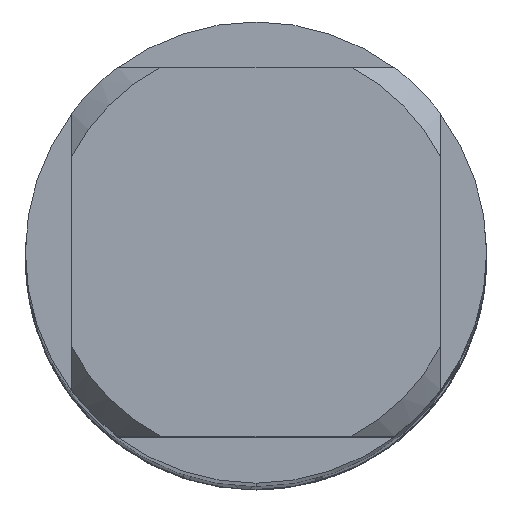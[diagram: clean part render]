
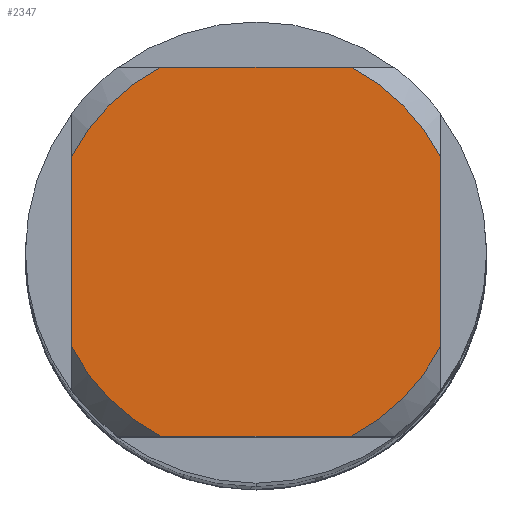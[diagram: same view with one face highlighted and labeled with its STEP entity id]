
A CAD part, top view. The second image highlights one B-rep face of the part: STEP entity #2347.
In plain terms, the highlighted planar face has unit normal (0, 0, 1).
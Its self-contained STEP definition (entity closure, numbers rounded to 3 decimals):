
#1283=VERTEX_POINT('',#3627);
#1399=VERTEX_POINT('',#3752);
#1635=EDGE_CURVE('',#3451,#1399,#4012,.T.);
#1705=EDGE_CURVE('',#2159,#3427,#4090,.T.);
#1819=EDGE_CURVE('',#2805,#2155,#4214,.T.);
#2155=VERTEX_POINT('',#4584);
#2159=VERTEX_POINT('',#4588);
#2347=ADVANCED_FACE('',(#4788),#4789,.T.);
#2383=EDGE_CURVE('',#2805,#3427,#4830,.T.);
#2545=VERTEX_POINT('',#5009);
#2805=VERTEX_POINT('',#5292);
#3083=EDGE_CURVE('',#1283,#2545,#5593,.T.);
#3185=EDGE_CURVE('',#2159,#1399,#5704,.T.);
#3243=EDGE_CURVE('',#1283,#2155,#5768,.T.);
#3327=EDGE_CURVE('',#3451,#2545,#5861,.T.);
#3427=VERTEX_POINT('',#5971);
#3451=VERTEX_POINT('',#5995);
#3627=CARTESIAN_POINT('',(2.062,4.0,0.0));
#3752=CARTESIAN_POINT('',(-4.0,-2.062,0.0));
#4012=LINE('',#7735,#7736);
#4090=LINE('',#8101,#8102);
#4214=LINE('',#8399,#8400);
#4584=CARTESIAN_POINT('',(4.0,2.062,0.0));
#4588=CARTESIAN_POINT('',(-2.062,-4.0,0.0));
#4788=FACE_OUTER_BOUND('',#9847,.T.);
#4789=PLANE('',#9848);
#4830=CIRCLE('',#9931,4.5);
#5009=CARTESIAN_POINT('',(-2.062,4.0,0.0));
#5292=CARTESIAN_POINT('',(4.0,-2.062,0.0));
#5593=LINE('',#12455,#12456);
#5704=CIRCLE('',#12718,4.5);
#5768=CIRCLE('',#12801,4.5);
#5861=CIRCLE('',#12980,4.5);
#5971=CARTESIAN_POINT('',(2.062,-4.0,0.0));
#5995=CARTESIAN_POINT('',(-4.0,2.062,0.0));
#7735=CARTESIAN_POINT('',(-4.0,1.125,0.0));
#7736=VECTOR('',#13901,1.0);
#8101=CARTESIAN_POINT('',(0.0,-4.0,0.0));
#8102=VECTOR('',#14002,1.0);
#8399=CARTESIAN_POINT('',(4.0,1.125,0.0));
#8400=VECTOR('',#14147,1.0);
#9847=EDGE_LOOP('',(#14730,#14731,#14732,#14733,#14734,#14735,#14736,#14737));
#9848=AXIS2_PLACEMENT_3D('',#14738,#14739,#14740);
#9931=AXIS2_PLACEMENT_3D('',#14787,#14788,#14789);
#12455=CARTESIAN_POINT('',(0.0,4.0,0.0));
#12456=VECTOR('',#15662,1.0);
#12718=AXIS2_PLACEMENT_3D('',#15781,#15782,#15783);
#12801=AXIS2_PLACEMENT_3D('',#15855,#15856,#15857);
#12980=AXIS2_PLACEMENT_3D('',#15959,#15960,#15961);
#13901=DIRECTION('',(-0.0,-1.0,0.0));
#14002=DIRECTION('',(1.0,0.0,0.0));
#14147=DIRECTION('',(-0.0,1.0,0.0));
#14730=ORIENTED_EDGE('',*,*,#1635,.T.);
#14731=ORIENTED_EDGE('',*,*,#3185,.F.);
#14732=ORIENTED_EDGE('',*,*,#1705,.T.);
#14733=ORIENTED_EDGE('',*,*,#2383,.F.);
#14734=ORIENTED_EDGE('',*,*,#1819,.T.);
#14735=ORIENTED_EDGE('',*,*,#3243,.F.);
#14736=ORIENTED_EDGE('',*,*,#3083,.T.);
#14737=ORIENTED_EDGE('',*,*,#3327,.F.);
#14738=CARTESIAN_POINT('',(0.0,2.25,0.0));
#14739=DIRECTION('',(-0.0,0.0,1.0));
#14740=DIRECTION('',(0.0,-1.0,0.0));
#14787=CARTESIAN_POINT('',(0.0,0.0,0.0));
#14788=DIRECTION('',(0.0,0.0,-1.0));
#14789=DIRECTION('',(0.0,1.0,0.0));
#15662=DIRECTION('',(-1.0,0.0,0.0));
#15781=CARTESIAN_POINT('',(0.0,0.0,0.0));
#15782=DIRECTION('',(0.0,0.0,-1.0));
#15783=DIRECTION('',(0.0,1.0,0.0));
#15855=CARTESIAN_POINT('',(0.0,0.0,0.0));
#15856=DIRECTION('',(0.0,0.0,-1.0));
#15857=DIRECTION('',(0.0,1.0,0.0));
#15959=CARTESIAN_POINT('',(0.0,0.0,0.0));
#15960=DIRECTION('',(0.0,0.0,-1.0));
#15961=DIRECTION('',(0.0,1.0,0.0));
